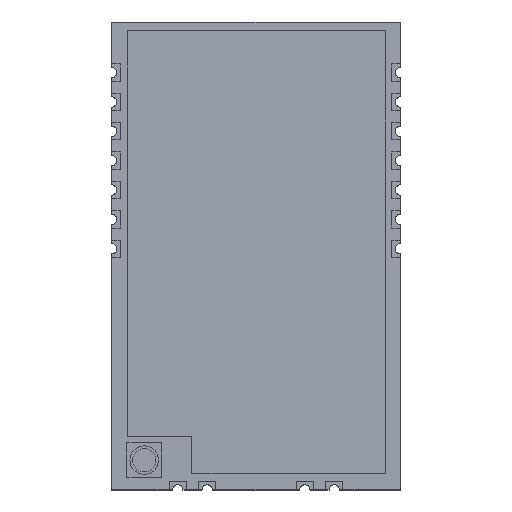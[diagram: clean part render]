
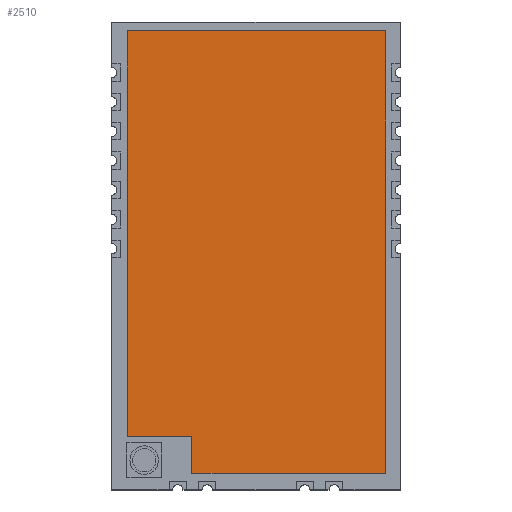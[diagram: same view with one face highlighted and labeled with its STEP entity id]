
A CAD part, top view. The second image highlights one B-rep face of the part: STEP entity #2510.
In plain terms, the highlighted planar face has unit normal (0, 0, 1).
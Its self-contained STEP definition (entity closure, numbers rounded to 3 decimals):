
#72=LINE('',#3530,#402);
#75=LINE('',#3536,#405);
#78=LINE('',#3542,#408);
#81=LINE('',#3548,#411);
#84=LINE('',#3554,#414);
#87=LINE('',#3558,#417);
#402=VECTOR('',#2854,10.);
#405=VECTOR('',#2859,10.);
#408=VECTOR('',#2864,10.);
#411=VECTOR('',#2869,10.);
#414=VECTOR('',#2874,10.);
#417=VECTOR('',#2879,10.);
#736=FACE_OUTER_BOUND('',#868,.T.);
#868=EDGE_LOOP('',(#1695,#1696,#1697,#1698,#1699,#1700));
#1043=VERTEX_POINT('',#3527);
#1044=VERTEX_POINT('',#3529);
#1046=VERTEX_POINT('',#3535);
#1048=VERTEX_POINT('',#3541);
#1050=VERTEX_POINT('',#3547);
#1052=VERTEX_POINT('',#3553);
#1295=EDGE_CURVE('',#1044,#1043,#72,.T.);
#1298=EDGE_CURVE('',#1046,#1044,#75,.T.);
#1301=EDGE_CURVE('',#1048,#1046,#78,.T.);
#1304=EDGE_CURVE('',#1050,#1048,#81,.T.);
#1307=EDGE_CURVE('',#1052,#1050,#84,.T.);
#1310=EDGE_CURVE('',#1043,#1052,#87,.T.);
#1695=ORIENTED_EDGE('',*,*,#1310,.T.);
#1696=ORIENTED_EDGE('',*,*,#1307,.T.);
#1697=ORIENTED_EDGE('',*,*,#1304,.T.);
#1698=ORIENTED_EDGE('',*,*,#1301,.T.);
#1699=ORIENTED_EDGE('',*,*,#1298,.T.);
#1700=ORIENTED_EDGE('',*,*,#1295,.T.);
#2400=PLANE('',#2663);
#2510=ADVANCED_FACE('',(#736),#2400,.T.);
#2663=AXIS2_PLACEMENT_3D('',#3559,#2880,#2881);
#2854=DIRECTION('',(0.,1.,0.));
#2859=DIRECTION('',(1.,0.,0.));
#2864=DIRECTION('',(0.,-1.,0.));
#2869=DIRECTION('',(1.,0.,0.));
#2874=DIRECTION('',(0.,-1.,0.));
#2879=DIRECTION('',(-1.,0.,0.));
#2880=DIRECTION('center_axis',(0.,0.,1.));
#2881=DIRECTION('ref_axis',(1.,0.,0.));
#3527=CARTESIAN_POINT('',(11.229,19.474,2.9));
#3529=CARTESIAN_POINT('',(11.229,-18.809,2.9));
#3530=CARTESIAN_POINT('',(11.229,19.474,2.9));
#3535=CARTESIAN_POINT('',(-5.546,-18.809,2.9));
#3536=CARTESIAN_POINT('',(11.229,-18.809,2.9));
#3541=CARTESIAN_POINT('',(-5.546,-15.647,2.9));
#3542=CARTESIAN_POINT('',(-5.546,-18.809,2.9));
#3547=CARTESIAN_POINT('',(-11.163,-15.647,2.9));
#3548=CARTESIAN_POINT('',(-5.546,-15.647,2.9));
#3553=CARTESIAN_POINT('',(-11.163,19.474,2.9));
#3554=CARTESIAN_POINT('',(-11.163,-15.647,2.9));
#3558=CARTESIAN_POINT('',(-11.163,19.474,2.9));
#3559=CARTESIAN_POINT('Origin',(0.179,0.479,2.9));
